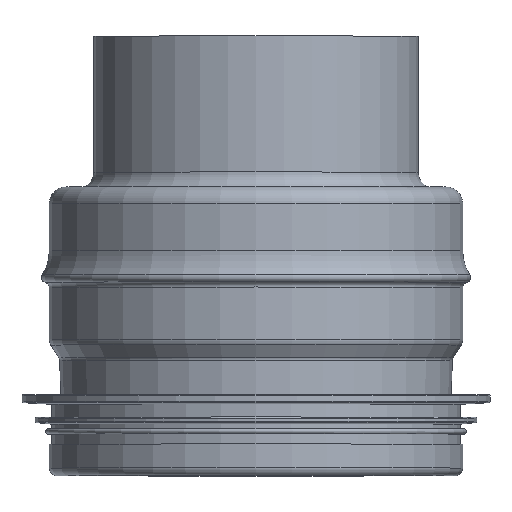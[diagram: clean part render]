
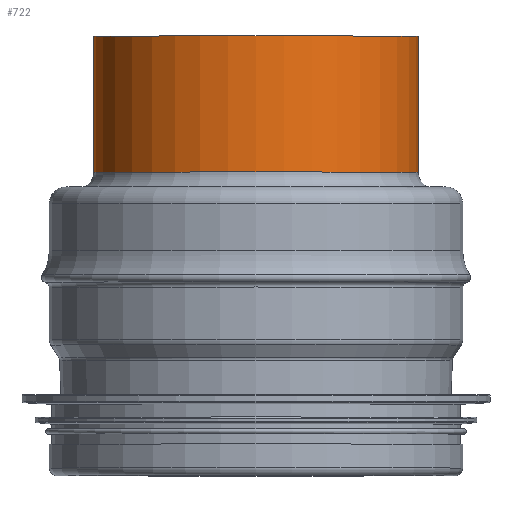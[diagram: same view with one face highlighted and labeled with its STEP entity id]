
A CAD part, top view. The second image highlights one B-rep face of the part: STEP entity #722.
In plain terms, the highlighted cylindrical face has radius 31.025 mm (diameter 62.05 mm), a full revolution.
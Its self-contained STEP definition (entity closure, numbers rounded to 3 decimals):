
#688=CARTESIAN_POINT('',(31.025,57.5,0.0));
#689=VERTEX_POINT('',#688);
#690=CARTESIAN_POINT('',(0.0,57.5,0.0));
#691=DIRECTION('',(0.0,-1.0,0.0));
#692=DIRECTION('',(1.0,0.0,0.0));
#693=AXIS2_PLACEMENT_3D('',#690,#691,#692);
#694=CIRCLE('',#693,31.025);
#695=EDGE_CURVE('',#689,#689,#694,.T.);
#703=CARTESIAN_POINT('',(0.0,70.5,0.0));
#704=DIRECTION('',(0.0,-1.0,0.0));
#705=DIRECTION('',(1.0,0.0,0.0));
#706=AXIS2_PLACEMENT_3D('',#703,#704,#705);
#707=CYLINDRICAL_SURFACE('',#706,31.025);
#708=CARTESIAN_POINT('',(31.025,83.5,0.0));
#709=VERTEX_POINT('',#708);
#710=CARTESIAN_POINT('',(0.0,83.5,0.0));
#711=DIRECTION('',(0.0,-1.0,0.0));
#712=DIRECTION('',(1.0,0.0,0.0));
#713=AXIS2_PLACEMENT_3D('',#710,#711,#712);
#714=CIRCLE('',#713,31.025);
#715=EDGE_CURVE('',#709,#709,#714,.T.);
#716=ORIENTED_EDGE('',*,*,#715,.T.);
#717=EDGE_LOOP('',(#716));
#718=FACE_OUTER_BOUND('',#717,.T.);
#719=ORIENTED_EDGE('',*,*,#695,.F.);
#720=EDGE_LOOP('',(#719));
#721=FACE_BOUND('',#720,.T.);
#722=ADVANCED_FACE('',(#718,#721),#707,.T.);
